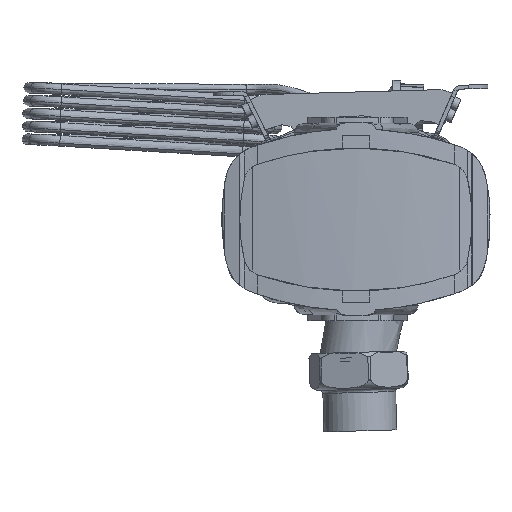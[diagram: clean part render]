
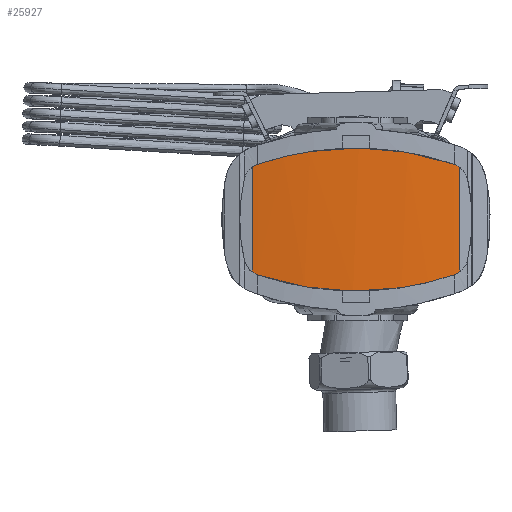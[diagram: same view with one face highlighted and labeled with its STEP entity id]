
A CAD part, front view. The second image highlights one B-rep face of the part: STEP entity #25927.
In plain terms, the highlighted free-form (B-spline) face has degree [2, 1] with [3, 2] control points.
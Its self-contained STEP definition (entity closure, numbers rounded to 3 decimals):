
#382=B_SPLINE_SURFACE_WITH_KNOTS('',2,1,((#40902,#40903),(#40904,#40905),
(#40906,#40907)),.UNSPECIFIED.,.F.,.F.,.F.,(3,3),(2,2),(0.,1.),(-10.,10.),
 .UNSPECIFIED.);
#548=B_SPLINE_CURVE_WITH_KNOTS('',3,(#40601,#40602,#40603,#40604),
 .UNSPECIFIED.,.F.,.F.,(4,4),(0.,0.468),.UNSPECIFIED.);
#549=B_SPLINE_CURVE_WITH_KNOTS('',3,(#40625,#40626,#40627,#40628,#40629,
#40630,#40631,#40632,#40633,#40634,#40635,#40636),.UNSPECIFIED.,.F.,.F.,
(4,2,2,2,2,4),(0.,4.467,7.64,10.73,12.956,
15.609),.UNSPECIFIED.);
#550=B_SPLINE_CURVE_WITH_KNOTS('',3,(#40657,#40658,#40659,#40660),
 .UNSPECIFIED.,.F.,.F.,(4,4),(0.,0.467),.UNSPECIFIED.);
#557=B_SPLINE_CURVE_WITH_KNOTS('',3,(#40755,#40756,#40757,#40758),
 .UNSPECIFIED.,.F.,.F.,(4,4),(0.,0.467),.UNSPECIFIED.);
#559=B_SPLINE_CURVE_WITH_KNOTS('',3,(#40785,#40786,#40787,#40788,#40789,
#40790,#40791,#40792,#40793,#40794,#40795,#40796),.UNSPECIFIED.,.F.,.F.,
(4,2,2,2,2,4),(0.,4.458,7.626,10.721,12.949,
15.609),.UNSPECIFIED.);
#561=B_SPLINE_CURVE_WITH_KNOTS('',3,(#40822,#40823,#40824,#40825),
 .UNSPECIFIED.,.F.,.F.,(4,4),(0.,0.468),.UNSPECIFIED.);
#3297=FACE_OUTER_BOUND('',#4748,.T.);
#4748=EDGE_LOOP('',(#20976,#20977,#20978,#20979,#20980,#20981,#20982,#20983));
#7370=LINE('',#40839,#9904);
#7382=LINE('',#40901,#9916);
#9904=VECTOR('',#31940,81.425);
#9916=VECTOR('',#31976,81.425);
#11995=VERTEX_POINT('',#40593);
#11996=VERTEX_POINT('',#40600);
#11997=VERTEX_POINT('',#40624);
#11998=VERTEX_POINT('',#40656);
#12004=VERTEX_POINT('',#40752);
#12005=VERTEX_POINT('',#40754);
#12006=VERTEX_POINT('',#40783);
#12007=VERTEX_POINT('',#40815);
#15158=EDGE_CURVE('',#11996,#11995,#548,.T.);
#15160=EDGE_CURVE('',#11997,#11996,#549,.T.);
#15162=EDGE_CURVE('',#11998,#11997,#550,.T.);
#15175=EDGE_CURVE('',#12005,#12004,#557,.T.);
#15178=EDGE_CURVE('',#12004,#12006,#559,.T.);
#15180=EDGE_CURVE('',#12006,#12007,#561,.T.);
#15183=EDGE_CURVE('',#12005,#11995,#7370,.T.);
#15202=EDGE_CURVE('',#11998,#12007,#7382,.T.);
#20976=ORIENTED_EDGE('',*,*,#15158,.T.);
#20977=ORIENTED_EDGE('',*,*,#15183,.F.);
#20978=ORIENTED_EDGE('',*,*,#15175,.T.);
#20979=ORIENTED_EDGE('',*,*,#15178,.T.);
#20980=ORIENTED_EDGE('',*,*,#15180,.T.);
#20981=ORIENTED_EDGE('',*,*,#15202,.F.);
#20982=ORIENTED_EDGE('',*,*,#15162,.T.);
#20983=ORIENTED_EDGE('',*,*,#15160,.T.);
#25927=ADVANCED_FACE('',(#3297),#382,.F.);
#31940=DIRECTION('',(0.,0.,1.));
#31976=DIRECTION('',(0.,0.,-1.));
#40593=CARTESIAN_POINT('',(-80.463,-264.916,40.263));
#40600=CARTESIAN_POINT('',(-76.376,-265.48,42.408));
#40601=CARTESIAN_POINT('Ctrl Pts',(-76.376,-265.48,
42.408));
#40602=CARTESIAN_POINT('Ctrl Pts',(-77.834,-265.284,
41.895));
#40603=CARTESIAN_POINT('Ctrl Pts',(-79.211,-265.093,
41.172));
#40604=CARTESIAN_POINT('Ctrl Pts',(-80.463,-264.916,
40.263));
#40624=CARTESIAN_POINT('',(76.376,-265.478,42.408));
#40625=CARTESIAN_POINT('Ctrl Pts',(76.376,-265.478,42.408));
#40626=CARTESIAN_POINT('Ctrl Pts',(62.4,-267.352,47.19));
#40627=CARTESIAN_POINT('Ctrl Pts',(47.976,-268.769,50.662));
#40628=CARTESIAN_POINT('Ctrl Pts',(22.799,-270.242,54.246));
#40629=CARTESIAN_POINT('Ctrl Pts',(12.24,-270.57,55.033));
#40630=CARTESIAN_POINT('Ctrl Pts',(-8.652,-270.633,
55.18));
#40631=CARTESIAN_POINT('Ctrl Pts',(-18.947,-270.383,
54.575));
#40632=CARTESIAN_POINT('Ctrl Pts',(-36.508,-269.484,
52.389));
#40633=CARTESIAN_POINT('Ctrl Pts',(-43.801,-268.968,
51.129));
#40634=CARTESIAN_POINT('Ctrl Pts',(-59.615,-267.55,
47.627));
#40635=CARTESIAN_POINT('Ctrl Pts',(-68.079,-266.595,45.247));
#40636=CARTESIAN_POINT('Ctrl Pts',(-76.376,-265.48,
42.408));
#40656=CARTESIAN_POINT('',(80.463,-264.916,40.263));
#40657=CARTESIAN_POINT('Ctrl Pts',(80.463,-264.916,40.263));
#40658=CARTESIAN_POINT('Ctrl Pts',(79.211,-265.093,41.172));
#40659=CARTESIAN_POINT('Ctrl Pts',(77.834,-265.283,41.895));
#40660=CARTESIAN_POINT('Ctrl Pts',(76.376,-265.478,42.408));
#40752=CARTESIAN_POINT('',(-76.376,-265.48,-43.308));
#40754=CARTESIAN_POINT('',(-80.463,-264.916,-41.163));
#40755=CARTESIAN_POINT('Ctrl Pts',(-80.463,-264.916,
-41.163));
#40756=CARTESIAN_POINT('Ctrl Pts',(-79.211,-265.093,-42.072));
#40757=CARTESIAN_POINT('Ctrl Pts',(-77.834,-265.284,
-42.795));
#40758=CARTESIAN_POINT('Ctrl Pts',(-76.376,-265.48,
-43.308));
#40783=CARTESIAN_POINT('',(76.376,-265.478,-43.308));
#40785=CARTESIAN_POINT('Ctrl Pts',(-76.376,-265.48,
-43.308));
#40786=CARTESIAN_POINT('Ctrl Pts',(-62.427,-267.355,
-48.08));
#40787=CARTESIAN_POINT('Ctrl Pts',(-48.032,-268.771,
-51.548));
#40788=CARTESIAN_POINT('Ctrl Pts',(-22.902,-270.242,-55.135));
#40789=CARTESIAN_POINT('Ctrl Pts',(-12.36,-270.57,
-55.926));
#40790=CARTESIAN_POINT('Ctrl Pts',(8.528,-270.634,-56.085));
#40791=CARTESIAN_POINT('Ctrl Pts',(18.836,-270.383,-55.485));
#40792=CARTESIAN_POINT('Ctrl Pts',(36.42,-269.484,-53.303));
#40793=CARTESIAN_POINT('Ctrl Pts',(43.721,-268.968,-52.045));
#40794=CARTESIAN_POINT('Ctrl Pts',(59.568,-267.549,-48.54));
#40795=CARTESIAN_POINT('Ctrl Pts',(68.056,-266.594,-46.155));
#40796=CARTESIAN_POINT('Ctrl Pts',(76.376,-265.478,-43.308));
#40815=CARTESIAN_POINT('',(80.463,-264.916,-41.163));
#40822=CARTESIAN_POINT('Ctrl Pts',(76.376,-265.478,-43.308));
#40823=CARTESIAN_POINT('Ctrl Pts',(77.834,-265.283,-42.795));
#40824=CARTESIAN_POINT('Ctrl Pts',(79.211,-265.093,-42.072));
#40825=CARTESIAN_POINT('Ctrl Pts',(80.463,-264.916,-41.163));
#40839=CARTESIAN_POINT('',(-80.463,-264.916,0.));
#40901=CARTESIAN_POINT('',(80.463,-264.916,0.));
#40902=CARTESIAN_POINT('Ctrl Pts',(80.463,-264.916,-100.));
#40903=CARTESIAN_POINT('Ctrl Pts',(80.463,-264.916,100.));
#40904=CARTESIAN_POINT('Ctrl Pts',(-0.117,-276.294,
-100.));
#40905=CARTESIAN_POINT('Ctrl Pts',(-0.117,-276.294,
100.));
#40906=CARTESIAN_POINT('Ctrl Pts',(-80.463,-264.916,
-100.));
#40907=CARTESIAN_POINT('Ctrl Pts',(-80.463,-264.916,
100.));
